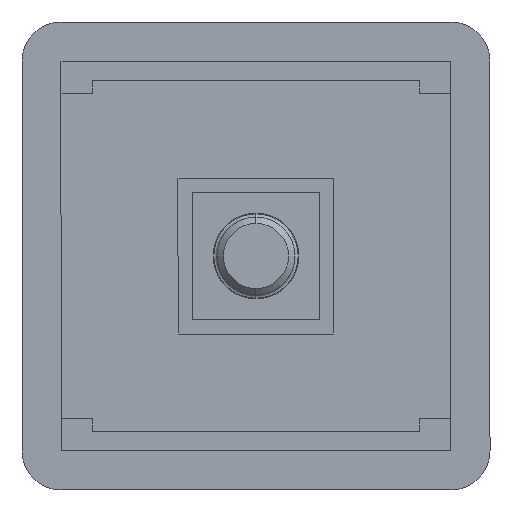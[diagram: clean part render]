
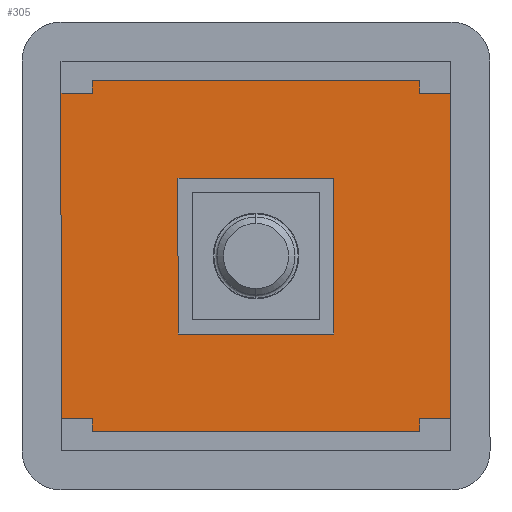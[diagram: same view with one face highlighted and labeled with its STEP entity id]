
A CAD part, front view. The second image highlights one B-rep face of the part: STEP entity #305.
In plain terms, the highlighted planar face has unit normal (0, -1, 0).
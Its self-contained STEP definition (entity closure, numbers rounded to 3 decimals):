
#305=ADVANCED_FACE('',(#784,#785),#786,.T.);
#784=FACE_OUTER_BOUND('',#1303,.T.);
#785=FACE_BOUND('',#1304,.T.);
#786=PLANE('',#1305);
#1303=EDGE_LOOP('',(#3204,#3205,#3206,#3207,#3208,#3209,#3210,#3211,#3212,#3213,#3214,#3215));
#1304=EDGE_LOOP('',(#3216,#3217,#3218,#3219));
#1305=AXIS2_PLACEMENT_3D('',#3220,#3221,#3222);
#3204=ORIENTED_EDGE('',*,*,#4068,.T.);
#3205=ORIENTED_EDGE('',*,*,#4086,.T.);
#3206=ORIENTED_EDGE('',*,*,#4087,.T.);
#3207=ORIENTED_EDGE('',*,*,#4088,.T.);
#3208=ORIENTED_EDGE('',*,*,#4089,.T.);
#3209=ORIENTED_EDGE('',*,*,#4090,.T.);
#3210=ORIENTED_EDGE('',*,*,#4077,.T.);
#3211=ORIENTED_EDGE('',*,*,#4091,.T.);
#3212=ORIENTED_EDGE('',*,*,#4092,.T.);
#3213=ORIENTED_EDGE('',*,*,#4093,.T.);
#3214=ORIENTED_EDGE('',*,*,#4094,.T.);
#3215=ORIENTED_EDGE('',*,*,#4095,.T.);
#3216=ORIENTED_EDGE('',*,*,#3848,.T.);
#3217=ORIENTED_EDGE('',*,*,#3852,.T.);
#3218=ORIENTED_EDGE('',*,*,#3855,.T.);
#3219=ORIENTED_EDGE('',*,*,#3858,.T.);
#3220=CARTESIAN_POINT('',(52.96,9.611,60.822));
#3221=DIRECTION('',(0.,-1.0,0.));
#3222=DIRECTION('',(-1.0,0.,0.));
#3848=EDGE_CURVE('',#4760,#4761,#4762,.T.);
#3852=EDGE_CURVE('',#4761,#4768,#4769,.T.);
#3855=EDGE_CURVE('',#4768,#4773,#4774,.T.);
#3858=EDGE_CURVE('',#4773,#4760,#4778,.T.);
#4068=EDGE_CURVE('',#5128,#5129,#5130,.T.);
#4077=EDGE_CURVE('',#5143,#5141,#5144,.T.);
#4086=EDGE_CURVE('',#5129,#5158,#5159,.T.);
#4087=EDGE_CURVE('',#5158,#5160,#5161,.T.);
#4088=EDGE_CURVE('',#5160,#5162,#5163,.T.);
#4089=EDGE_CURVE('',#5162,#5164,#5165,.T.);
#4090=EDGE_CURVE('',#5164,#5143,#5166,.T.);
#4091=EDGE_CURVE('',#5141,#5167,#5168,.T.);
#4092=EDGE_CURVE('',#5167,#5169,#5170,.T.);
#4093=EDGE_CURVE('',#5169,#5171,#5172,.T.);
#4094=EDGE_CURVE('',#5171,#5173,#5174,.T.);
#4095=EDGE_CURVE('',#5173,#5128,#5175,.T.);
#4760=VERTEX_POINT('',#6141);
#4761=VERTEX_POINT('',#6142);
#4762=LINE('',#6143,#6144);
#4768=VERTEX_POINT('',#6153);
#4769=LINE('',#6154,#6155);
#4773=VERTEX_POINT('',#6161);
#4774=LINE('',#6162,#6163);
#4778=LINE('',#6169,#6170);
#5128=VERTEX_POINT('',#6721);
#5129=VERTEX_POINT('',#6722);
#5130=LINE('',#6723,#6724);
#5141=VERTEX_POINT('',#6742);
#5143=VERTEX_POINT('',#6745);
#5144=LINE('',#6746,#6747);
#5158=VERTEX_POINT('',#6769);
#5159=LINE('',#6770,#6771);
#5160=VERTEX_POINT('',#6772);
#5161=LINE('',#6773,#6774);
#5162=VERTEX_POINT('',#6775);
#5163=LINE('',#6776,#6777);
#5164=VERTEX_POINT('',#6778);
#5165=LINE('',#6779,#6780);
#5166=LINE('',#6781,#6782);
#5167=VERTEX_POINT('',#6783);
#5168=LINE('',#6784,#6785);
#5169=VERTEX_POINT('',#6786);
#5170=LINE('',#6787,#6788);
#5171=VERTEX_POINT('',#6789);
#5172=LINE('',#6790,#6791);
#5173=VERTEX_POINT('',#6792);
#5174=LINE('',#6793,#6794);
#5175=LINE('',#6795,#6796);
#6141=CARTESIAN_POINT('',(37.96,9.611,49.972));
#6142=CARTESIAN_POINT('',(37.96,9.611,29.972));
#6143=CARTESIAN_POINT('',(37.96,9.611,29.972));
#6144=VECTOR('',#7486,1000.0);
#6153=CARTESIAN_POINT('',(17.96,9.611,29.972));
#6154=CARTESIAN_POINT('',(17.96,9.611,29.972));
#6155=VECTOR('',#7490,1000.0);
#6161=CARTESIAN_POINT('',(17.96,9.611,49.972));
#6162=CARTESIAN_POINT('',(17.96,9.611,49.972));
#6163=VECTOR('',#7493,1000.0);
#6169=CARTESIAN_POINT('',(37.96,9.611,49.972));
#6170=VECTOR('',#7496,1000.0);
#6721=CARTESIAN_POINT('',(52.96,9.611,19.122));
#6722=CARTESIAN_POINT('',(52.96,9.611,60.822));
#6723=CARTESIAN_POINT('',(52.96,9.611,19.122));
#6724=VECTOR('',#7722,1000.0);
#6742=CARTESIAN_POINT('',(2.96,9.611,19.122));
#6745=CARTESIAN_POINT('',(2.96,9.611,60.822));
#6746=CARTESIAN_POINT('',(2.96,9.611,60.822));
#6747=VECTOR('',#7731,1000.0);
#6769=CARTESIAN_POINT('',(48.96,9.611,60.822));
#6770=CARTESIAN_POINT('',(52.96,9.611,60.822));
#6771=VECTOR('',#7740,1000.0);
#6772=CARTESIAN_POINT('',(48.96,9.611,62.472));
#6773=CARTESIAN_POINT('',(48.96,9.611,60.822));
#6774=VECTOR('',#7741,1000.0);
#6775=CARTESIAN_POINT('',(6.96,9.611,62.472));
#6776=CARTESIAN_POINT('',(48.96,9.611,62.472));
#6777=VECTOR('',#7742,1000.0);
#6778=CARTESIAN_POINT('',(6.96,9.611,60.822));
#6779=CARTESIAN_POINT('',(6.96,9.611,62.472));
#6780=VECTOR('',#7743,1000.0);
#6781=CARTESIAN_POINT('',(6.96,9.611,60.822));
#6782=VECTOR('',#7744,1000.0);
#6783=CARTESIAN_POINT('',(6.96,9.611,19.122));
#6784=CARTESIAN_POINT('',(6.96,9.611,19.122));
#6785=VECTOR('',#7745,1000.0);
#6786=CARTESIAN_POINT('',(6.96,9.611,17.472));
#6787=CARTESIAN_POINT('',(6.96,9.611,17.472));
#6788=VECTOR('',#7746,1000.0);
#6789=CARTESIAN_POINT('',(48.96,9.611,17.472));
#6790=CARTESIAN_POINT('',(48.96,9.611,17.472));
#6791=VECTOR('',#7747,1000.0);
#6792=CARTESIAN_POINT('',(48.96,9.611,19.122));
#6793=CARTESIAN_POINT('',(48.96,9.611,19.122));
#6794=VECTOR('',#7748,1000.0);
#6795=CARTESIAN_POINT('',(52.96,9.611,19.122));
#6796=VECTOR('',#7749,1000.0);
#7486=DIRECTION('',(0.,0.,-1.0));
#7490=DIRECTION('',(-1.0,0.,0.));
#7493=DIRECTION('',(0.,0.,1.0));
#7496=DIRECTION('',(1.0,0.,0.));
#7722=DIRECTION('',(0.,0.,1.0));
#7731=DIRECTION('',(0.,0.,-1.0));
#7740=DIRECTION('',(-1.0,0.,0.));
#7741=DIRECTION('',(0.,0.,1.0));
#7742=DIRECTION('',(-1.0,0.,0.));
#7743=DIRECTION('',(0.,0.,-1.0));
#7744=DIRECTION('',(-1.0,0.,0.));
#7745=DIRECTION('',(1.0,0.,0.));
#7746=DIRECTION('',(0.,0.,-1.0));
#7747=DIRECTION('',(1.0,0.,0.));
#7748=DIRECTION('',(0.,0.,1.0));
#7749=DIRECTION('',(1.0,0.,0.));
